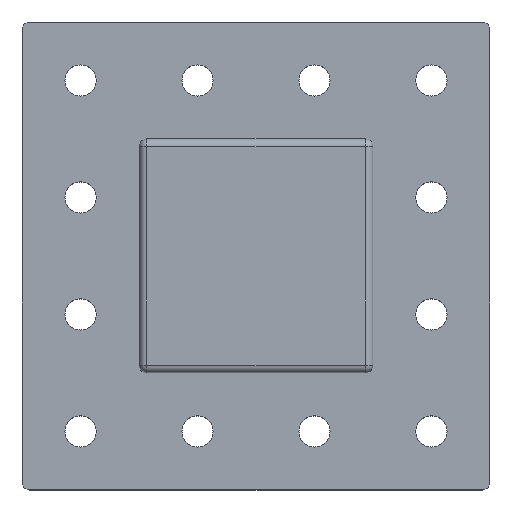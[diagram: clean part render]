
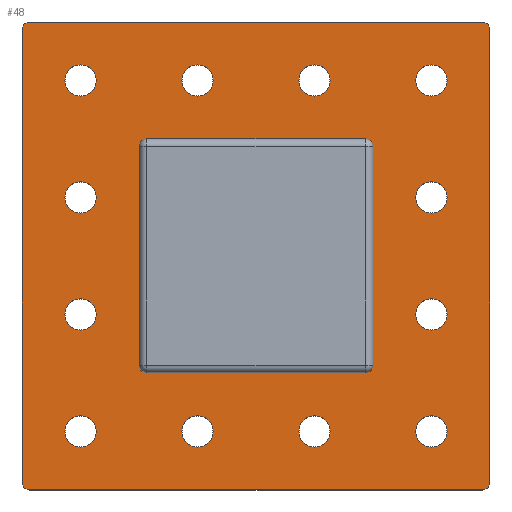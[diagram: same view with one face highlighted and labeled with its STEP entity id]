
A CAD part, top view. The second image highlights one B-rep face of the part: STEP entity #48.
In plain terms, the highlighted planar face has unit normal (0, 0, 1).
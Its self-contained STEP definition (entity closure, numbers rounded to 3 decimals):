
#48=ADVANCED_FACE('',(#171,#173,#175,#177,#179,#181,#183,#185,#187,#189,#191,#193,
#195,#197),#199,.T.);
#171=FACE_BOUND('',#172,.T.);
#172=EDGE_LOOP('',(#1202,#1203,#1204,#1205,#1206,#1207,#1208,#1209));
#173=FACE_BOUND('',#174,.T.);
#174=EDGE_LOOP('',(#1210,#1211,#1212,#1213,#1214,#1215,#1216,#1217));
#175=FACE_BOUND('',#176,.T.);
#176=EDGE_LOOP('',(#1218));
#177=FACE_BOUND('',#178,.T.);
#178=EDGE_LOOP('',(#1219));
#179=FACE_BOUND('',#180,.T.);
#180=EDGE_LOOP('',(#1220));
#181=FACE_BOUND('',#182,.T.);
#182=EDGE_LOOP('',(#1221));
#183=FACE_BOUND('',#184,.T.);
#184=EDGE_LOOP('',(#1222));
#185=FACE_BOUND('',#186,.T.);
#186=EDGE_LOOP('',(#1223));
#187=FACE_BOUND('',#188,.T.);
#188=EDGE_LOOP('',(#1224));
#189=FACE_BOUND('',#190,.T.);
#190=EDGE_LOOP('',(#1225));
#191=FACE_BOUND('',#192,.T.);
#192=EDGE_LOOP('',(#1226));
#193=FACE_BOUND('',#194,.T.);
#194=EDGE_LOOP('',(#1227));
#195=FACE_BOUND('',#196,.T.);
#196=EDGE_LOOP('',(#1228));
#197=FACE_BOUND('',#198,.T.);
#198=EDGE_LOOP('',(#1229));
#199=PLANE('',#200);
#200=AXIS2_PLACEMENT_3D('',#201,#202,#203);
#201=CARTESIAN_POINT('',(0.,0.,5.));
#202=DIRECTION('',(0.,0.,1.));
#203=DIRECTION('',(-1.,0.,0.));
#1202=ORIENTED_EDGE('',*,*,#1778,.F.);
#1203=ORIENTED_EDGE('',*,*,#1779,.T.);
#1204=ORIENTED_EDGE('',*,*,#1780,.F.);
#1205=ORIENTED_EDGE('',*,*,#1781,.T.);
#1206=ORIENTED_EDGE('',*,*,#1782,.F.);
#1207=ORIENTED_EDGE('',*,*,#1783,.T.);
#1208=ORIENTED_EDGE('',*,*,#1784,.F.);
#1209=ORIENTED_EDGE('',*,*,#1785,.T.);
#1210=ORIENTED_EDGE('',*,*,#1786,.F.);
#1211=ORIENTED_EDGE('',*,*,#1787,.F.);
#1212=ORIENTED_EDGE('',*,*,#1788,.F.);
#1213=ORIENTED_EDGE('',*,*,#1789,.F.);
#1214=ORIENTED_EDGE('',*,*,#1790,.F.);
#1215=ORIENTED_EDGE('',*,*,#1791,.F.);
#1216=ORIENTED_EDGE('',*,*,#1792,.F.);
#1217=ORIENTED_EDGE('',*,*,#1793,.F.);
#1218=ORIENTED_EDGE('',*,*,#1794,.T.);
#1219=ORIENTED_EDGE('',*,*,#1795,.T.);
#1220=ORIENTED_EDGE('',*,*,#1796,.T.);
#1221=ORIENTED_EDGE('',*,*,#1797,.T.);
#1222=ORIENTED_EDGE('',*,*,#1798,.T.);
#1223=ORIENTED_EDGE('',*,*,#1799,.T.);
#1224=ORIENTED_EDGE('',*,*,#1800,.T.);
#1225=ORIENTED_EDGE('',*,*,#1801,.T.);
#1226=ORIENTED_EDGE('',*,*,#1802,.T.);
#1227=ORIENTED_EDGE('',*,*,#1803,.T.);
#1228=ORIENTED_EDGE('',*,*,#1804,.T.);
#1229=ORIENTED_EDGE('',*,*,#1805,.T.);
#1778=EDGE_CURVE('',#2066,#2067,#2068,.F.);
#1779=EDGE_CURVE('',#2066,#2069,#2070,.T.);
#1780=EDGE_CURVE('',#2071,#2069,#2072,.F.);
#1781=EDGE_CURVE('',#2071,#2073,#2074,.T.);
#1782=EDGE_CURVE('',#2075,#2073,#2076,.F.);
#1783=EDGE_CURVE('',#2075,#2077,#2078,.T.);
#1784=EDGE_CURVE('',#2079,#2077,#2080,.F.);
#1785=EDGE_CURVE('',#2079,#2067,#2081,.T.);
#1786=EDGE_CURVE('',#2082,#2083,#2084,.F.);
#1787=EDGE_CURVE('',#2085,#2082,#2086,.T.);
#1788=EDGE_CURVE('',#2087,#2085,#2088,.F.);
#1789=EDGE_CURVE('',#2089,#2087,#2090,.T.);
#1790=EDGE_CURVE('',#2091,#2089,#2092,.F.);
#1791=EDGE_CURVE('',#2093,#2091,#2094,.T.);
#1792=EDGE_CURVE('',#2095,#2093,#2096,.F.);
#1793=EDGE_CURVE('',#2083,#2095,#2097,.T.);
#1794=EDGE_CURVE('',#2098,#2098,#2099,.F.);
#1795=EDGE_CURVE('',#2100,#2100,#2101,.F.);
#1796=EDGE_CURVE('',#2102,#2102,#2103,.F.);
#1797=EDGE_CURVE('',#2104,#2104,#2105,.F.);
#1798=EDGE_CURVE('',#2106,#2106,#2107,.F.);
#1799=EDGE_CURVE('',#2108,#2108,#2109,.F.);
#1800=EDGE_CURVE('',#2110,#2110,#2111,.F.);
#1801=EDGE_CURVE('',#2112,#2112,#2113,.F.);
#1802=EDGE_CURVE('',#2114,#2114,#2115,.F.);
#1803=EDGE_CURVE('',#2116,#2116,#2117,.F.);
#1804=EDGE_CURVE('',#2118,#2118,#2119,.F.);
#1805=EDGE_CURVE('',#2120,#2120,#2121,.F.);
#2066=VERTEX_POINT('',#2558);
#2067=VERTEX_POINT('',#2559);
#2068=CIRCLE('',#2560,1.);
#2069=VERTEX_POINT('',#2564);
#2070=LINE('',#2565,#2566);
#2071=VERTEX_POINT('',#2568);
#2072=CIRCLE('',#2569,1.);
#2073=VERTEX_POINT('',#2573);
#2074=LINE('',#2574,#2575);
#2075=VERTEX_POINT('',#2577);
#2076=CIRCLE('',#2578,1.);
#2077=VERTEX_POINT('',#2582);
#2078=LINE('',#2583,#2584);
#2079=VERTEX_POINT('',#2586);
#2080=CIRCLE('',#2587,1.);
#2081=LINE('',#2591,#2592);
#2082=VERTEX_POINT('',#2594);
#2083=VERTEX_POINT('',#2595);
#2084=CIRCLE('',#2596,1.);
#2085=VERTEX_POINT('',#2600);
#2086=LINE('',#2601,#2602);
#2087=VERTEX_POINT('',#2604);
#2088=CIRCLE('',#2605,1.);
#2089=VERTEX_POINT('',#2609);
#2090=LINE('',#2610,#2611);
#2091=VERTEX_POINT('',#2613);
#2092=CIRCLE('',#2614,1.);
#2093=VERTEX_POINT('',#2618);
#2094=LINE('',#2619,#2620);
#2095=VERTEX_POINT('',#2622);
#2096=CIRCLE('',#2623,1.);
#2097=LINE('',#2627,#2628);
#2098=VERTEX_POINT('',#2630);
#2099=CIRCLE('',#2631,2.);
#2100=VERTEX_POINT('',#2635);
#2101=CIRCLE('',#2636,2.);
#2102=VERTEX_POINT('',#2640);
#2103=CIRCLE('',#2641,2.);
#2104=VERTEX_POINT('',#2645);
#2105=CIRCLE('',#2646,2.);
#2106=VERTEX_POINT('',#2650);
#2107=CIRCLE('',#2651,2.);
#2108=VERTEX_POINT('',#2655);
#2109=CIRCLE('',#2656,2.);
#2110=VERTEX_POINT('',#2660);
#2111=CIRCLE('',#2661,2.);
#2112=VERTEX_POINT('',#2665);
#2113=CIRCLE('',#2666,2.);
#2114=VERTEX_POINT('',#2670);
#2115=CIRCLE('',#2671,2.);
#2116=VERTEX_POINT('',#2675);
#2117=CIRCLE('',#2676,2.);
#2118=VERTEX_POINT('',#2680);
#2119=CIRCLE('',#2681,2.);
#2120=VERTEX_POINT('',#2685);
#2121=CIRCLE('',#2686,2.);
#2558=CARTESIAN_POINT('',(29.,30.,5.));
#2559=CARTESIAN_POINT('',(30.,29.,5.));
#2560=AXIS2_PLACEMENT_3D('',#2561,#2562,#2563);
#2561=CARTESIAN_POINT('',(29.,29.,5.));
#2562=DIRECTION('',(0.,0.,1.));
#2563=DIRECTION('',(1.,0.,0.));
#2564=CARTESIAN_POINT('',(-29.,30.,5.));
#2565=CARTESIAN_POINT('',(29.,30.,5.));
#2566=VECTOR('',#2567,1.);
#2567=DIRECTION('',(-1.,0.,0.));
#2568=CARTESIAN_POINT('',(-30.,29.,5.));
#2569=AXIS2_PLACEMENT_3D('',#2570,#2571,#2572);
#2570=CARTESIAN_POINT('',(-29.,29.,5.));
#2571=DIRECTION('',(0.,0.,1.));
#2572=DIRECTION('',(0.,1.,0.));
#2573=CARTESIAN_POINT('',(-30.,-29.,5.));
#2574=CARTESIAN_POINT('',(-30.,29.,5.));
#2575=VECTOR('',#2576,1.);
#2576=DIRECTION('',(0.,-1.,0.));
#2577=CARTESIAN_POINT('',(-29.,-30.,5.));
#2578=AXIS2_PLACEMENT_3D('',#2579,#2580,#2581);
#2579=CARTESIAN_POINT('',(-29.,-29.,5.));
#2580=DIRECTION('',(0.,0.,1.));
#2581=DIRECTION('',(-1.,0.,0.));
#2582=CARTESIAN_POINT('',(29.,-30.,5.));
#2583=CARTESIAN_POINT('',(-29.,-30.,5.));
#2584=VECTOR('',#2585,1.);
#2585=DIRECTION('',(1.,0.,0.));
#2586=CARTESIAN_POINT('',(30.,-29.,5.));
#2587=AXIS2_PLACEMENT_3D('',#2588,#2589,#2590);
#2588=CARTESIAN_POINT('',(29.,-29.,5.));
#2589=DIRECTION('',(0.,0.,1.));
#2590=DIRECTION('',(0.,-1.,0.));
#2591=CARTESIAN_POINT('',(30.,-29.,5.));
#2592=VECTOR('',#2593,1.);
#2593=DIRECTION('',(0.,1.,0.));
#2594=CARTESIAN_POINT('',(14.,-15.,5.));
#2595=CARTESIAN_POINT('',(15.,-14.,5.));
#2596=AXIS2_PLACEMENT_3D('',#2597,#2598,#2599);
#2597=CARTESIAN_POINT('',(14.,-14.,5.));
#2598=DIRECTION('',(0.,0.,-1.));
#2599=DIRECTION('',(1.,0.,0.));
#2600=CARTESIAN_POINT('',(-14.,-15.,5.));
#2601=CARTESIAN_POINT('',(-14.,-15.,5.));
#2602=VECTOR('',#2603,1.);
#2603=DIRECTION('',(1.,0.,0.));
#2604=CARTESIAN_POINT('',(-15.,-14.,5.));
#2605=AXIS2_PLACEMENT_3D('',#2606,#2607,#2608);
#2606=CARTESIAN_POINT('',(-14.,-14.,5.));
#2607=DIRECTION('',(0.,0.,-1.));
#2608=DIRECTION('',(0.,-1.,0.));
#2609=CARTESIAN_POINT('',(-15.,14.,5.));
#2610=CARTESIAN_POINT('',(-15.,14.,5.));
#2611=VECTOR('',#2612,1.);
#2612=DIRECTION('',(0.,-1.,0.));
#2613=CARTESIAN_POINT('',(-14.,15.,5.));
#2614=AXIS2_PLACEMENT_3D('',#2615,#2616,#2617);
#2615=CARTESIAN_POINT('',(-14.,14.,5.));
#2616=DIRECTION('',(0.,0.,-1.));
#2617=DIRECTION('',(-1.,0.,0.));
#2618=CARTESIAN_POINT('',(14.,15.,5.));
#2619=CARTESIAN_POINT('',(14.,15.,5.));
#2620=VECTOR('',#2621,1.);
#2621=DIRECTION('',(-1.,0.,0.));
#2622=CARTESIAN_POINT('',(15.,14.,5.));
#2623=AXIS2_PLACEMENT_3D('',#2624,#2625,#2626);
#2624=CARTESIAN_POINT('',(14.,14.,5.));
#2625=DIRECTION('',(0.,0.,-1.));
#2626=DIRECTION('',(0.,1.,0.));
#2627=CARTESIAN_POINT('',(15.,-14.,5.));
#2628=VECTOR('',#2629,1.);
#2629=DIRECTION('',(0.,1.,0.));
#2630=CARTESIAN_POINT('',(-9.5,-22.5,5.));
#2631=AXIS2_PLACEMENT_3D('',#2632,#2633,#2634);
#2632=CARTESIAN_POINT('',(-7.5,-22.5,5.));
#2633=DIRECTION('',(0.,0.,1.));
#2634=DIRECTION('',(-1.,0.,0.));
#2635=CARTESIAN_POINT('',(-9.5,22.5,5.));
#2636=AXIS2_PLACEMENT_3D('',#2637,#2638,#2639);
#2637=CARTESIAN_POINT('',(-7.5,22.5,5.));
#2638=DIRECTION('',(0.,0.,1.));
#2639=DIRECTION('',(-1.,0.,0.));
#2640=CARTESIAN_POINT('',(-24.5,-7.5,5.));
#2641=AXIS2_PLACEMENT_3D('',#2642,#2643,#2644);
#2642=CARTESIAN_POINT('',(-22.5,-7.5,5.));
#2643=DIRECTION('',(0.,0.,1.));
#2644=DIRECTION('',(-1.,0.,0.));
#2645=CARTESIAN_POINT('',(-24.5,-22.5,5.));
#2646=AXIS2_PLACEMENT_3D('',#2647,#2648,#2649);
#2647=CARTESIAN_POINT('',(-22.5,-22.5,5.));
#2648=DIRECTION('',(0.,0.,1.));
#2649=DIRECTION('',(-1.,0.,0.));
#2650=CARTESIAN_POINT('',(5.5,-22.5,5.));
#2651=AXIS2_PLACEMENT_3D('',#2652,#2653,#2654);
#2652=CARTESIAN_POINT('',(7.5,-22.5,5.));
#2653=DIRECTION('',(0.,0.,1.));
#2654=DIRECTION('',(-1.,0.,0.));
#2655=CARTESIAN_POINT('',(20.5,-7.5,5.));
#2656=AXIS2_PLACEMENT_3D('',#2657,#2658,#2659);
#2657=CARTESIAN_POINT('',(22.5,-7.5,5.));
#2658=DIRECTION('',(0.,0.,1.));
#2659=DIRECTION('',(-1.,0.,0.));
#2660=CARTESIAN_POINT('',(20.5,-22.5,5.));
#2661=AXIS2_PLACEMENT_3D('',#2662,#2663,#2664);
#2662=CARTESIAN_POINT('',(22.5,-22.5,5.));
#2663=DIRECTION('',(0.,0.,1.));
#2664=DIRECTION('',(-1.,0.,0.));
#2665=CARTESIAN_POINT('',(-24.5,7.5,5.));
#2666=AXIS2_PLACEMENT_3D('',#2667,#2668,#2669);
#2667=CARTESIAN_POINT('',(-22.5,7.5,5.));
#2668=DIRECTION('',(0.,0.,1.));
#2669=DIRECTION('',(-1.,0.,0.));
#2670=CARTESIAN_POINT('',(-24.5,22.5,5.));
#2671=AXIS2_PLACEMENT_3D('',#2672,#2673,#2674);
#2672=CARTESIAN_POINT('',(-22.5,22.5,5.));
#2673=DIRECTION('',(0.,0.,1.));
#2674=DIRECTION('',(-1.,0.,0.));
#2675=CARTESIAN_POINT('',(5.5,22.5,5.));
#2676=AXIS2_PLACEMENT_3D('',#2677,#2678,#2679);
#2677=CARTESIAN_POINT('',(7.5,22.5,5.));
#2678=DIRECTION('',(0.,0.,1.));
#2679=DIRECTION('',(-1.,0.,0.));
#2680=CARTESIAN_POINT('',(20.5,7.5,5.));
#2681=AXIS2_PLACEMENT_3D('',#2682,#2683,#2684);
#2682=CARTESIAN_POINT('',(22.5,7.5,5.));
#2683=DIRECTION('',(0.,0.,1.));
#2684=DIRECTION('',(-1.,0.,0.));
#2685=CARTESIAN_POINT('',(20.5,22.5,5.));
#2686=AXIS2_PLACEMENT_3D('',#2687,#2688,#2689);
#2687=CARTESIAN_POINT('',(22.5,22.5,5.));
#2688=DIRECTION('',(0.,0.,1.));
#2689=DIRECTION('',(-1.,0.,0.));
